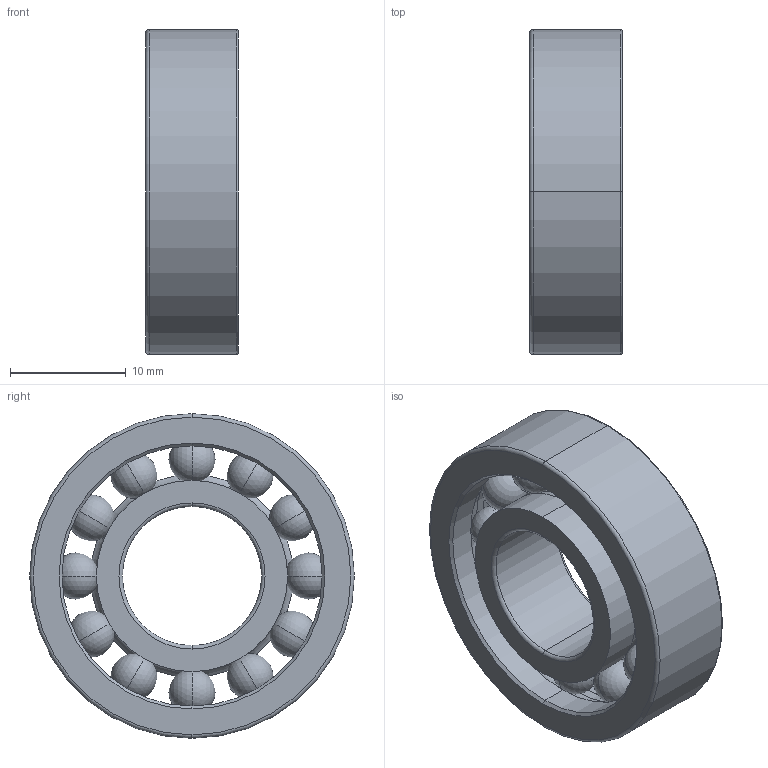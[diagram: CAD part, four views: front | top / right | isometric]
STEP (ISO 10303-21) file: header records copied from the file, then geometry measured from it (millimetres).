
FILE_DESCRIPTION (( 'STEP AP214' ), '1' );
FILE_NAME ('7001 CE_P4A.STEP', '2018-04-07T08:03:39', ( '' ), ( '' ), 'SwSTEP 2.0', 'SolidWorks 2017', '' );
FILE_SCHEMA (( 'AUTOMOTIVE_DESIGN' ));
Length unit declared in the file: millimetre
Products named in the file (4): 7001 CE_P4A_PART1; 7001 CE_P4A; 7001 CE_P4A_PART3; 7001 CE_P4A_PART2
Assembly tree (14 placements, depth 2):
  7001 CE_P4A
    7001 CE_P4A_PART1
    7001 CE_P4A_PART2
    7001 CE_P4A_PART3  x12
Bounding box: 8 x 28 x 28 mm (x, y, z)
Volume: 2708.5 mm3; surface area: 3204.2 mm2
Topology: 14 solids, 14 shells, 60 faces, 156 edges, 100 vertices
Faces by surface type: sphere 24, torus 14, cylinder 12, cone 6, plane 4
Entity records: 1228 total; most frequent: DIRECTION 240, CARTESIAN_POINT 171, ORIENTED_EDGE 148, AXIS2_PLACEMENT_3D 111, EDGE_CURVE 74, CIRCLE 56, EDGE_LOOP 42, VERTEX_POINT 42
